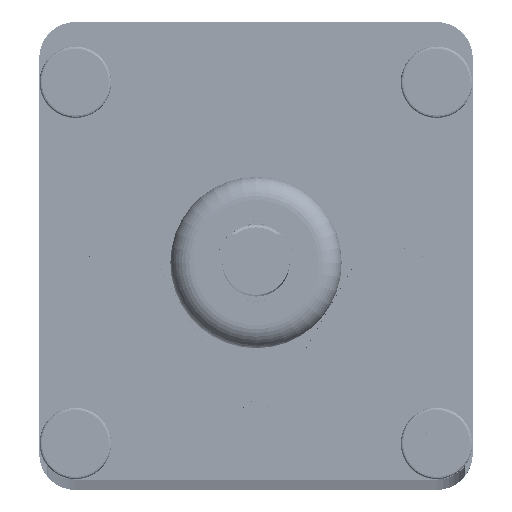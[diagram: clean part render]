
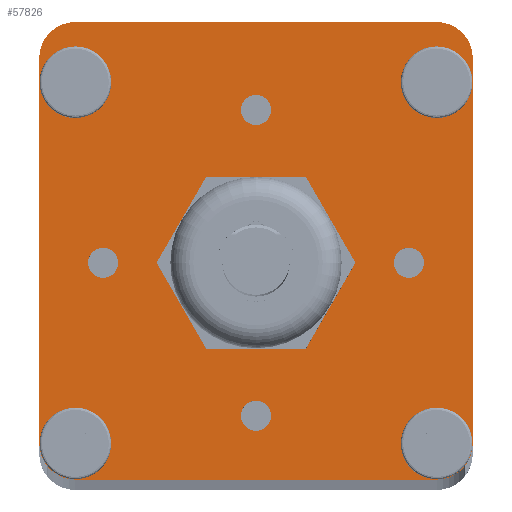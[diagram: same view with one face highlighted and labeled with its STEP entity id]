
A CAD part, top view. The second image highlights one B-rep face of the part: STEP entity #57826.
In plain terms, the highlighted planar face has unit normal (0, 0, 1).
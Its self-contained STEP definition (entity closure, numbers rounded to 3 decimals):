
#57217=CARTESIAN_POINT('',(33.,35.,2.6));
#57218=DIRECTION('',(0.,0.,1.));
#57219=DIRECTION('',(1.,0.,0.));
#57220=AXIS2_PLACEMENT_3D('',#57217,#57218,#57219);
#57235=CARTESIAN_POINT('',(33.,3.,2.6));
#57236=DIRECTION('',(0.,0.,1.));
#57237=DIRECTION('',(0.,-1.,0.));
#57238=AXIS2_PLACEMENT_3D('',#57235,#57236,#57237);
#57253=CARTESIAN_POINT('',(3.,3.,2.6));
#57254=DIRECTION('',(0.,0.,1.));
#57255=DIRECTION('',(-1.,0.,0.));
#57256=AXIS2_PLACEMENT_3D('',#57253,#57254,#57255);
#57271=CARTESIAN_POINT('',(3.,35.,2.6));
#57272=DIRECTION('',(0.,0.,1.));
#57273=DIRECTION('',(0.,1.,0.));
#57274=AXIS2_PLACEMENT_3D('',#57271,#57272,#57273);
#57285=DIRECTION('',(0.,1.,0.));
#57286=VECTOR('',#57285,32.);
#57287=CARTESIAN_POINT('',(36.,3.,2.6));
#57288=LINE('',#57287,#57286);
#57289=DIRECTION('',(1.,0.,0.));
#57290=VECTOR('',#57289,30.);
#57291=CARTESIAN_POINT('',(3.,0.,2.6));
#57292=LINE('',#57291,#57290);
#57293=DIRECTION('',(0.,-1.,0.));
#57294=VECTOR('',#57293,32.);
#57295=CARTESIAN_POINT('',(0.,35.,2.6));
#57296=LINE('',#57295,#57294);
#57297=DIRECTION('',(-1.,0.,0.));
#57298=VECTOR('',#57297,30.);
#57299=CARTESIAN_POINT('',(33.,38.,2.6));
#57300=LINE('',#57299,#57298);
#57301=CARTESIAN_POINT('',(3.,3.,2.6));
#57302=DIRECTION('',(0.,0.,1.));
#57303=DIRECTION('',(1.,0.,0.));
#57304=AXIS2_PLACEMENT_3D('',#57301,#57302,#57303);
#57306=CARTESIAN_POINT('',(3.,3.,2.6));
#57307=DIRECTION('',(0.,0.,1.));
#57308=DIRECTION('',(-1.,0.,0.));
#57309=AXIS2_PLACEMENT_3D('',#57306,#57307,#57308);
#57311=CARTESIAN_POINT('',(33.,3.,2.6));
#57312=DIRECTION('',(0.,0.,1.));
#57313=DIRECTION('',(1.,0.,0.));
#57314=AXIS2_PLACEMENT_3D('',#57311,#57312,#57313);
#57316=CARTESIAN_POINT('',(33.,3.,2.6));
#57317=DIRECTION('',(0.,0.,1.));
#57318=DIRECTION('',(-1.,0.,0.));
#57319=AXIS2_PLACEMENT_3D('',#57316,#57317,#57318);
#57321=CARTESIAN_POINT('',(3.,33.,2.6));
#57322=DIRECTION('',(0.,0.,1.));
#57323=DIRECTION('',(1.,0.,0.));
#57324=AXIS2_PLACEMENT_3D('',#57321,#57322,#57323);
#57326=CARTESIAN_POINT('',(3.,33.,2.6));
#57327=DIRECTION('',(0.,0.,1.));
#57328=DIRECTION('',(-1.,0.,0.));
#57329=AXIS2_PLACEMENT_3D('',#57326,#57327,#57328);
#57331=CARTESIAN_POINT('',(33.,33.,2.6));
#57332=DIRECTION('',(0.,0.,1.));
#57333=DIRECTION('',(1.,0.,0.));
#57334=AXIS2_PLACEMENT_3D('',#57331,#57332,#57333);
#57336=CARTESIAN_POINT('',(33.,33.,2.6));
#57337=DIRECTION('',(0.,0.,1.));
#57338=DIRECTION('',(-1.,0.,0.));
#57339=AXIS2_PLACEMENT_3D('',#57336,#57337,#57338);
#57341=CARTESIAN_POINT('',(18.,18.,2.6));
#57342=DIRECTION('',(0.,0.,1.));
#57343=DIRECTION('',(1.,0.,0.));
#57344=AXIS2_PLACEMENT_3D('',#57341,#57342,#57343);
#57346=CARTESIAN_POINT('',(18.,18.,2.6));
#57347=DIRECTION('',(0.,0.,1.));
#57348=DIRECTION('',(-1.,0.,0.));
#57349=AXIS2_PLACEMENT_3D('',#57346,#57347,#57348);
#57351=CARTESIAN_POINT('',(18.,5.3,2.6));
#57352=DIRECTION('',(0.,0.,1.));
#57353=DIRECTION('',(-1.,0.,0.));
#57354=AXIS2_PLACEMENT_3D('',#57351,#57352,#57353);
#57356=CARTESIAN_POINT('',(18.,5.3,2.6));
#57357=DIRECTION('',(0.,0.,1.));
#57358=DIRECTION('',(1.,0.,0.));
#57359=AXIS2_PLACEMENT_3D('',#57356,#57357,#57358);
#57361=CARTESIAN_POINT('',(18.,30.7,2.6));
#57362=DIRECTION('',(0.,0.,1.));
#57363=DIRECTION('',(-1.,0.,0.));
#57364=AXIS2_PLACEMENT_3D('',#57361,#57362,#57363);
#57366=CARTESIAN_POINT('',(18.,30.7,2.6));
#57367=DIRECTION('',(0.,0.,1.));
#57368=DIRECTION('',(1.,0.,0.));
#57369=AXIS2_PLACEMENT_3D('',#57366,#57367,#57368);
#57371=CARTESIAN_POINT('',(5.3,18.,2.6));
#57372=DIRECTION('',(0.,0.,1.));
#57373=DIRECTION('',(-1.,0.,0.));
#57374=AXIS2_PLACEMENT_3D('',#57371,#57372,#57373);
#57376=CARTESIAN_POINT('',(5.3,18.,2.6));
#57377=DIRECTION('',(0.,0.,1.));
#57378=DIRECTION('',(1.,0.,0.));
#57379=AXIS2_PLACEMENT_3D('',#57376,#57377,#57378);
#57381=CARTESIAN_POINT('',(30.7,18.,2.6));
#57382=DIRECTION('',(0.,0.,1.));
#57383=DIRECTION('',(-1.,0.,0.));
#57384=AXIS2_PLACEMENT_3D('',#57381,#57382,#57383);
#57386=CARTESIAN_POINT('',(30.7,18.,2.6));
#57387=DIRECTION('',(0.,0.,1.));
#57388=DIRECTION('',(1.,0.,0.));
#57389=AXIS2_PLACEMENT_3D('',#57386,#57387,#57388);
#57463=CARTESIAN_POINT('',(36.,35.,2.6));
#57465=VERTEX_POINT('',#57463);
#57467=CARTESIAN_POINT('',(33.,38.,2.6));
#57468=VERTEX_POINT('',#57467);
#57471=CARTESIAN_POINT('',(33.,0.,2.6));
#57473=VERTEX_POINT('',#57471);
#57475=CARTESIAN_POINT('',(36.,3.,2.6));
#57476=VERTEX_POINT('',#57475);
#57479=CARTESIAN_POINT('',(3.,38.,2.6));
#57481=VERTEX_POINT('',#57479);
#57483=CARTESIAN_POINT('',(0.,35.,2.6));
#57484=VERTEX_POINT('',#57483);
#57487=CARTESIAN_POINT('',(0.,3.,2.6));
#57489=VERTEX_POINT('',#57487);
#57491=CARTESIAN_POINT('',(3.,0.,2.6));
#57492=VERTEX_POINT('',#57491);
#57503=CARTESIAN_POINT('',(4.8,3.,2.6));
#57504=CARTESIAN_POINT('',(1.2,3.,2.6));
#57505=VERTEX_POINT('',#57503);
#57506=VERTEX_POINT('',#57504);
#57507=CARTESIAN_POINT('',(34.8,3.,2.6));
#57508=CARTESIAN_POINT('',(31.2,3.,2.6));
#57509=VERTEX_POINT('',#57507);
#57510=VERTEX_POINT('',#57508);
#57519=CARTESIAN_POINT('',(4.8,33.,2.6));
#57520=CARTESIAN_POINT('',(1.2,33.,2.6));
#57521=VERTEX_POINT('',#57519);
#57522=VERTEX_POINT('',#57520);
#57523=CARTESIAN_POINT('',(34.8,33.,2.6));
#57524=CARTESIAN_POINT('',(31.2,33.,2.6));
#57525=VERTEX_POINT('',#57523);
#57526=VERTEX_POINT('',#57524);
#57531=CARTESIAN_POINT('',(23.1,18.,2.6));
#57532=CARTESIAN_POINT('',(12.9,18.,2.6));
#57533=VERTEX_POINT('',#57531);
#57534=VERTEX_POINT('',#57532);
#57539=CARTESIAN_POINT('',(16.75,5.3,2.6));
#57540=CARTESIAN_POINT('',(19.25,5.3,2.6));
#57541=VERTEX_POINT('',#57539);
#57542=VERTEX_POINT('',#57540);
#57547=CARTESIAN_POINT('',(16.75,30.7,2.6));
#57548=CARTESIAN_POINT('',(19.25,30.7,2.6));
#57549=VERTEX_POINT('',#57547);
#57550=VERTEX_POINT('',#57548);
#57555=CARTESIAN_POINT('',(4.05,18.,2.6));
#57556=CARTESIAN_POINT('',(6.55,18.,2.6));
#57557=VERTEX_POINT('',#57555);
#57558=VERTEX_POINT('',#57556);
#57563=CARTESIAN_POINT('',(29.45,18.,2.6));
#57564=CARTESIAN_POINT('',(31.95,18.,2.6));
#57565=VERTEX_POINT('',#57563);
#57566=VERTEX_POINT('',#57564);
#57757=CARTESIAN_POINT('',(0.,0.,2.6));
#57758=DIRECTION('',(0.,0.,1.));
#57759=DIRECTION('',(1.,0.,0.));
#57760=AXIS2_PLACEMENT_3D('',#57757,#57758,#57759);
#57761=PLANE('',#57760);
#57762=ORIENTED_EDGE('',*,*,#57652,.F.);
#57763=ORIENTED_EDGE('',*,*,#57669,.F.);
#57764=ORIENTED_EDGE('',*,*,#57681,.F.);
#57765=ORIENTED_EDGE('',*,*,#57697,.F.);
#57766=ORIENTED_EDGE('',*,*,#57709,.F.);
#57767=ORIENTED_EDGE('',*,*,#57723,.F.);
#57768=ORIENTED_EDGE('',*,*,#57737,.F.);
#57769=ORIENTED_EDGE('',*,*,#57750,.F.);
#57770=EDGE_LOOP('',(#57762,#57763,#57764,#57765,#57766,#57767,#57768,#57769));
#57771=FACE_OUTER_BOUND('',#57770,.F.);
#57773=ORIENTED_EDGE('',*,*,#57772,.T.);
#57775=ORIENTED_EDGE('',*,*,#57774,.T.);
#57776=EDGE_LOOP('',(#57773,#57775));
#57777=FACE_BOUND('',#57776,.F.);
#57779=ORIENTED_EDGE('',*,*,#57778,.T.);
#57781=ORIENTED_EDGE('',*,*,#57780,.T.);
#57782=EDGE_LOOP('',(#57779,#57781));
#57783=FACE_BOUND('',#57782,.F.);
#57785=ORIENTED_EDGE('',*,*,#57784,.T.);
#57787=ORIENTED_EDGE('',*,*,#57786,.T.);
#57788=EDGE_LOOP('',(#57785,#57787));
#57789=FACE_BOUND('',#57788,.F.);
#57791=ORIENTED_EDGE('',*,*,#57790,.T.);
#57793=ORIENTED_EDGE('',*,*,#57792,.T.);
#57794=EDGE_LOOP('',(#57791,#57793));
#57795=FACE_BOUND('',#57794,.F.);
#57797=ORIENTED_EDGE('',*,*,#57796,.T.);
#57799=ORIENTED_EDGE('',*,*,#57798,.T.);
#57800=EDGE_LOOP('',(#57797,#57799));
#57801=FACE_BOUND('',#57800,.F.);
#57803=ORIENTED_EDGE('',*,*,#57802,.T.);
#57805=ORIENTED_EDGE('',*,*,#57804,.T.);
#57806=EDGE_LOOP('',(#57803,#57805));
#57807=FACE_BOUND('',#57806,.F.);
#57809=ORIENTED_EDGE('',*,*,#57808,.T.);
#57811=ORIENTED_EDGE('',*,*,#57810,.T.);
#57812=EDGE_LOOP('',(#57809,#57811));
#57813=FACE_BOUND('',#57812,.F.);
#57815=ORIENTED_EDGE('',*,*,#57814,.T.);
#57817=ORIENTED_EDGE('',*,*,#57816,.T.);
#57818=EDGE_LOOP('',(#57815,#57817));
#57819=FACE_BOUND('',#57818,.F.);
#57821=ORIENTED_EDGE('',*,*,#57820,.T.);
#57823=ORIENTED_EDGE('',*,*,#57822,.T.);
#57824=EDGE_LOOP('',(#57821,#57823));
#57825=FACE_BOUND('',#57824,.F.);
#57826=ADVANCED_FACE('',(#57771,#57777,#57783,#57789,#57795,#57801,#57807,
#57813,#57819,#57825),#57761,.T.);
#57221=CIRCLE('',#57220,3.);
#57239=CIRCLE('',#57238,3.);
#57257=CIRCLE('',#57256,3.);
#57275=CIRCLE('',#57274,3.);
#57305=CIRCLE('',#57304,1.8);
#57310=CIRCLE('',#57309,1.8);
#57315=CIRCLE('',#57314,1.8);
#57320=CIRCLE('',#57319,1.8);
#57325=CIRCLE('',#57324,1.8);
#57330=CIRCLE('',#57329,1.8);
#57335=CIRCLE('',#57334,1.8);
#57340=CIRCLE('',#57339,1.8);
#57345=CIRCLE('',#57344,5.1);
#57350=CIRCLE('',#57349,5.1);
#57355=CIRCLE('',#57354,1.25);
#57360=CIRCLE('',#57359,1.25);
#57365=CIRCLE('',#57364,1.25);
#57370=CIRCLE('',#57369,1.25);
#57375=CIRCLE('',#57374,1.25);
#57380=CIRCLE('',#57379,1.25);
#57385=CIRCLE('',#57384,1.25);
#57390=CIRCLE('',#57389,1.25);
#57652=EDGE_CURVE('',#57465,#57468,#57221,.T.);
#57669=EDGE_CURVE('',#57476,#57465,#57288,.T.);
#57681=EDGE_CURVE('',#57473,#57476,#57239,.T.);
#57697=EDGE_CURVE('',#57492,#57473,#57292,.T.);
#57709=EDGE_CURVE('',#57489,#57492,#57257,.T.);
#57723=EDGE_CURVE('',#57484,#57489,#57296,.T.);
#57737=EDGE_CURVE('',#57481,#57484,#57275,.T.);
#57750=EDGE_CURVE('',#57468,#57481,#57300,.T.);
#57772=EDGE_CURVE('',#57505,#57506,#57305,.T.);
#57774=EDGE_CURVE('',#57506,#57505,#57310,.T.);
#57778=EDGE_CURVE('',#57509,#57510,#57315,.T.);
#57780=EDGE_CURVE('',#57510,#57509,#57320,.T.);
#57784=EDGE_CURVE('',#57521,#57522,#57325,.T.);
#57786=EDGE_CURVE('',#57522,#57521,#57330,.T.);
#57790=EDGE_CURVE('',#57525,#57526,#57335,.T.);
#57792=EDGE_CURVE('',#57526,#57525,#57340,.T.);
#57796=EDGE_CURVE('',#57533,#57534,#57345,.T.);
#57798=EDGE_CURVE('',#57534,#57533,#57350,.T.);
#57802=EDGE_CURVE('',#57541,#57542,#57355,.T.);
#57804=EDGE_CURVE('',#57542,#57541,#57360,.T.);
#57808=EDGE_CURVE('',#57549,#57550,#57365,.T.);
#57810=EDGE_CURVE('',#57550,#57549,#57370,.T.);
#57814=EDGE_CURVE('',#57557,#57558,#57375,.T.);
#57816=EDGE_CURVE('',#57558,#57557,#57380,.T.);
#57820=EDGE_CURVE('',#57565,#57566,#57385,.T.);
#57822=EDGE_CURVE('',#57566,#57565,#57390,.T.);
